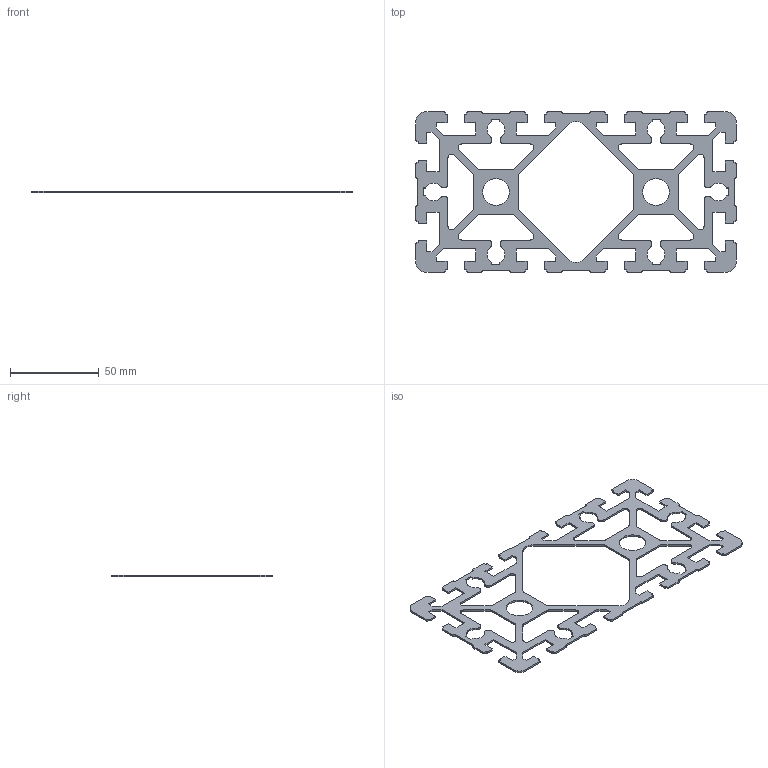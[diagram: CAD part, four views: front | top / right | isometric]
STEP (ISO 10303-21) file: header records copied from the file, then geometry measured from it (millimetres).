
FILE_DESCRIPTION(/* description */ ('BSB Aluminum Profile 90x180-Z'),/* implementation_level */ '2;1');
FILE_NAME(/* name */ '1007523.ipt.stp',/* time_stamp */ '2020-04-01T16:46:02+02:00',/* author */ (''),/* organization */ ('COOMACH'),/* preprocessor_version */ 'ST-DEVELOPER v16.5',/* originating_system */ 'Autodesk Inventor 2017',/* authorisation */ '');
FILE_SCHEMA (('AUTOMOTIVE_DESIGN { 1 0 10303 214 3 1 1 }'));
Length unit declared in the file: millimetre
Products named in the file (1): 1007523
Bounding box: 180 x 90 x 1 mm (x, y, z)
Volume: 6358 mm3; surface area: 14900.5 mm2
Topology: 1 solids, 1 shells, 412 faces, 1232 edges, 822 vertices
Faces by surface type: plane 248, cylinder 164
Full cylindrical faces by diameter (mm): 15 x2
Entity records: 13938 total; most frequent: CARTESIAN_POINT 2461, ORIENTED_EDGE 2456, DIRECTION 2382, EDGE_CURVE 1228, LINE 900, VECTOR 900, VERTEX_POINT 820, AXIS2_PLACEMENT_3D 741
